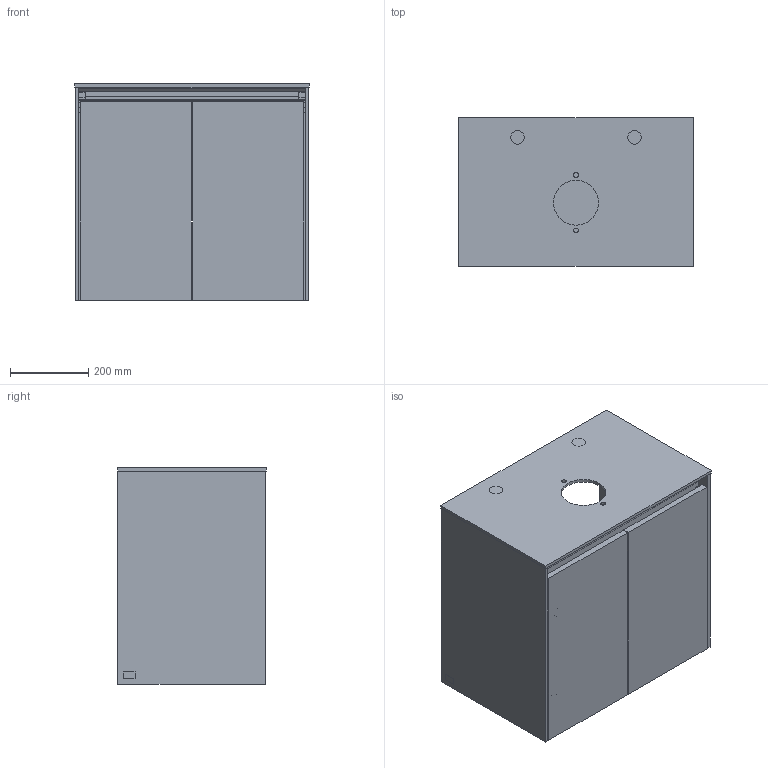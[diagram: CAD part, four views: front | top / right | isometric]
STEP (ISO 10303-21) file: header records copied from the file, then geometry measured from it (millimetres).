
FILE_DESCRIPTION(/* description */ (''),/* implementation_level */ '2;1');
FILE_NAME(/* name */ 'CG150_C150B0_RFS.stp',/* time_stamp */ '2023-09-01T10:22:37+02:00',/* author */ ('KittsteinerD'),/* organization */ (''),/* preprocessor_version */ 'ST-DEVELOPER v18.1',/* originating_system */ 'Autodesk Inventor 2021',/* authorisation */ '');
FILE_SCHEMA (('AUTOMOTIVE_DESIGN { 1 0 10303 214 3 1 1 }'));
Products named in the file (46): CG150_C150B0_RFS; CG150_C150B0_RFS_1; CG150_C150B0_RFS_1_1; CG150_C150B0_RFS_2; CG150_C150B0_RFS_3; CG150_C150B0_RFS_4; CG150_C150B0_RFS_5; CG150_C150B0_RFS_6; CG150_C150B0_RFS_7; CG150_C150B0_RFS_8; CG150_C150B0_RFS_9; CG150_C150B0_RFS_10; CG150_C150B0_RFS_11; CG150_C150B0_RFS_12; CG150_C150B0_RFS_13; CG150_C150B0_RFS_14; CG150_C150B0_RFS_15; CG150_C150B0_RFS_16; CG150_C150B0_RFS_17; CG150_C150B0_RFS_18; CG150_C150B0_RFS_19; CG150_C150B0_RFS_20; CG150_C150B0_RFS_21; CG150_C150B0_RFS_22; CG150_C150B0_RFS_23; CG150_C150B0_RFS_24; CG150_C150B0_RFS_25; CG150_C150B0_RFS_26; CG150_C150B0_RFS_27; CG150_C150B0_RFS_28; CG150_C150B0_RFS_29; CG150_C150B0_RFS_30; CG150_C150B0_RFS_31; CG150_C150B0_RFS_32; CG150_C150B0_RFS_33; CG150_C150B0_RFS_34; CG150_C150B0_RFS_35; CG150_C150B0_RFS_36; CG150_C150B0_RFS_37; CG150_C150B0_RFS_38 ...
Assembly tree (45 placements, depth 2):
  CG150_C150B0_RFS
    CG150_C150B0_RFS_1
    CG150_C150B0_RFS_1_1
    CG150_C150B0_RFS_2
    CG150_C150B0_RFS_3
    CG150_C150B0_RFS_4
    CG150_C150B0_RFS_5
    CG150_C150B0_RFS_6
    CG150_C150B0_RFS_7
    CG150_C150B0_RFS_8
    CG150_C150B0_RFS_9
    CG150_C150B0_RFS_10
    CG150_C150B0_RFS_11
    CG150_C150B0_RFS_12
    CG150_C150B0_RFS_13
    CG150_C150B0_RFS_14
    CG150_C150B0_RFS_15
    CG150_C150B0_RFS_16
    CG150_C150B0_RFS_17
    CG150_C150B0_RFS_18
    CG150_C150B0_RFS_19
    CG150_C150B0_RFS_20
    CG150_C150B0_RFS_21
    CG150_C150B0_RFS_22
    CG150_C150B0_RFS_23
    CG150_C150B0_RFS_24
    CG150_C150B0_RFS_25
    CG150_C150B0_RFS_26
    CG150_C150B0_RFS_27
    CG150_C150B0_RFS_28
    CG150_C150B0_RFS_29
    CG150_C150B0_RFS_30
    CG150_C150B0_RFS_31
    CG150_C150B0_RFS_32
    CG150_C150B0_RFS_33
    CG150_C150B0_RFS_34
    CG150_C150B0_RFS_35
    CG150_C150B0_RFS_36
    CG150_C150B0_RFS_37
    CG150_C150B0_RFS_38
    CG150_C150B0_RFS_39
    CG150_C150B0_RFS_40
    CG150_C150B0_RFS_41
    CG150_C150B0_RFS_42
    CG150_C150B0_RFS_43
    CG150_C150B0_RFS_44
Bounding box: 600 x 380 x 554 mm (x, y, z)
Volume: 25757068.2 mm3; surface area: 4578944.8 mm2
Topology: 46 solids, 46 shells, 1988 faces, 5358 edges, 3547 vertices
Faces by surface type: plane 1334, cylinder 565, bspline 38, cone 35, torus 16
Full cylindrical faces by diameter (mm): 3 x12, 3.8 x1, 4 x2, 4.5 x2, 5 x2, 6 x2, 12 x2, 25 x2, 26 x1
Entity records: 66617 total; most frequent: CARTESIAN_POINT 14006, ORIENTED_EDGE 10716, DIRECTION 10419, EDGE_CURVE 5358, LINE 4035, VECTOR 4035, VERTEX_POINT 3547, AXIS2_PLACEMENT_3D 3192
